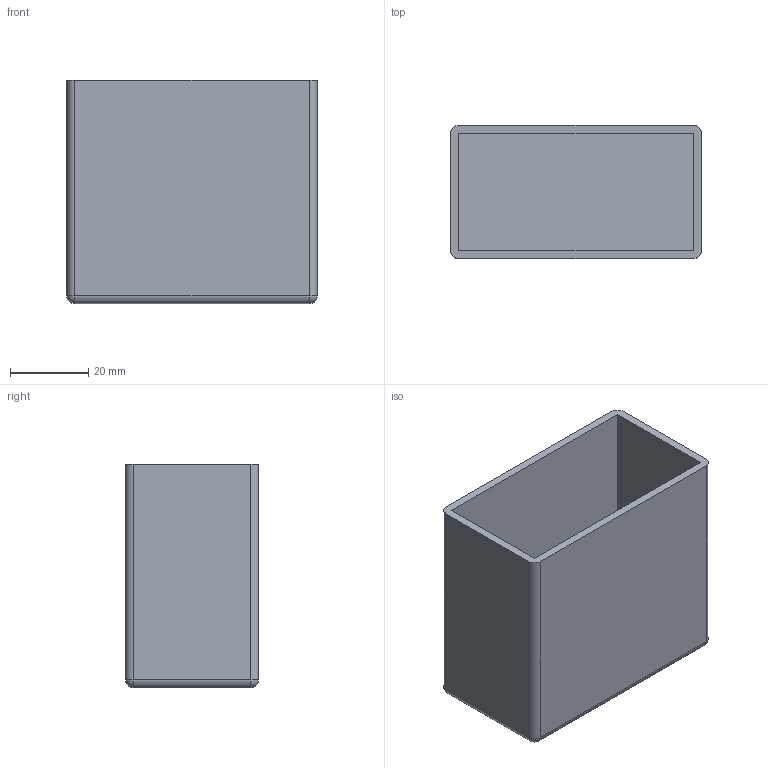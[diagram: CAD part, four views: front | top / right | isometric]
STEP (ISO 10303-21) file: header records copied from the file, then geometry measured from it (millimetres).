
FILE_DESCRIPTION(('FreeCAD Model'),'2;1');
FILE_NAME('Open CASCADE Shape Model','2022-07-24T19:04:02',(''),(''), 'Open CASCADE STEP processor 7.5','FreeCAD','Unknown');
FILE_SCHEMA(('AUTOMOTIVE_DESIGN { 1 0 10303 214 1 1 1 1 }'));
Length unit declared in the file: millimetre
Products named in the file (1): vaso-30x60
Bounding box: 64 x 34 x 57 mm (x, y, z)
Volume: 24673.4 mm3; surface area: 25054.3 mm2
Topology: 1 solids, 1 shells, 23 faces, 48 edges, 28 vertices
Faces by surface type: plane 11, cylinder 8, sphere 4
Entity records: 1417 total; most frequent: CARTESIAN_POINT 390, DIRECTION 197, LINE 116, VECTOR 116, ORIENTED_EDGE 96, PCURVE 96, DEFINITIONAL_REPRESENTATION 96, EDGE_CURVE 48
